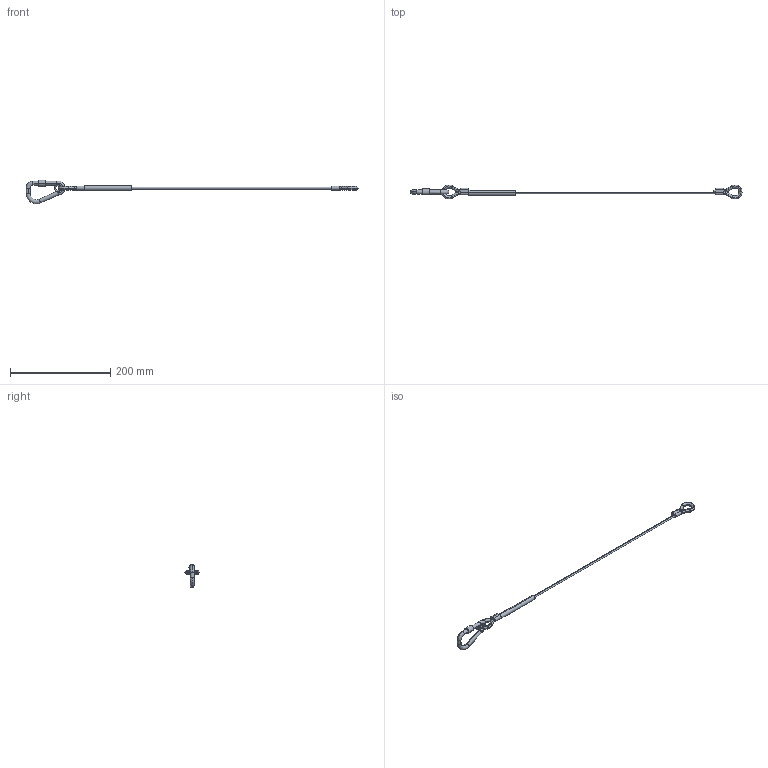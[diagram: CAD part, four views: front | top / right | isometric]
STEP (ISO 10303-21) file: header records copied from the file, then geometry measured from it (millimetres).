
FILE_DESCRIPTION (( 'STEP AP203' ), '1' );
FILE_NAME ('T2844001.STEP', '2018-07-19T09:12:55', ( '' ), ( '' ), 'SwSTEP 2.0', 'SolidWorks 2016', '' );
FILE_SCHEMA (( 'CONFIG_CONTROL_DESIGN' ));
Length unit declared in the file: millimetre
Products named in the file (6): S3250_HEATSHRINK - BLACK -  DIA 9.5; S2917; T401001 (T2844001); S3164; T2844001; T3870001
Assembly tree (7 placements, depth 2):
  T2844001
    T401001 (T2844001)
    T3870001  x2
    S3164  x2
    S3250_HEATSHRINK - BLACK -  DIA 9.5
    S2917
Bounding box: 664 x 28 x 46.93 mm (x, y, z)
Volume: 23915.2 mm3; surface area: 26761.7 mm2
Topology: 9 solids, 9 shells, 148 faces, 342 edges, 208 vertices
Faces by surface type: cylinder 54, plane 50, torus 36, cone 4, bspline 4
Entity records: 4420 total; most frequent: CARTESIAN_POINT 1278, DIRECTION 580, ORIENTED_EDGE 488, AXIS2_PLACEMENT_3D 250, EDGE_CURVE 244, VERTEX_POINT 146, CIRCLE 136, EDGE_LOOP 114
